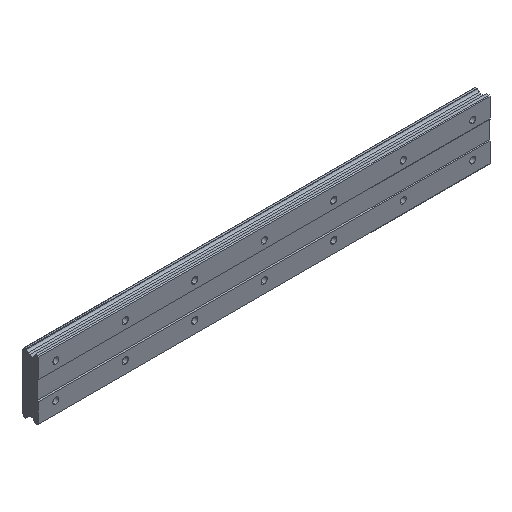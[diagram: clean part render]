
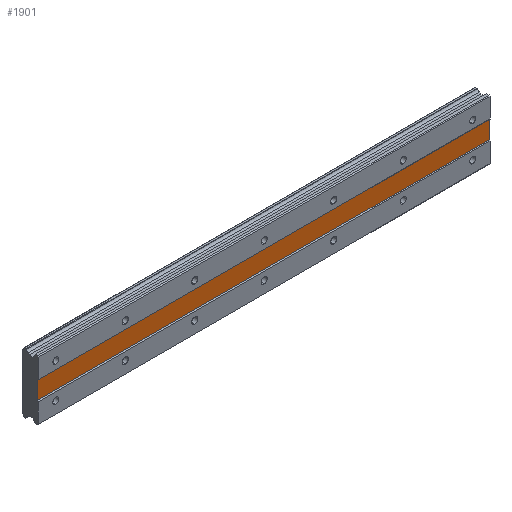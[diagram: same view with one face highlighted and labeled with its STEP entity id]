
A CAD part, isometric view. The second image highlights one B-rep face of the part: STEP entity #1901.
In plain terms, the highlighted planar face has unit normal (0, -1, 0).
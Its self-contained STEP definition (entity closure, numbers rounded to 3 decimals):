
#54 = CARTESIAN_POINT ( 'NONE',  ( 500., 1., 34.482 ) ) ;
#94 = VERTEX_POINT ( 'NONE', #1174 ) ;
#129 = VERTEX_POINT ( 'NONE', #1255 ) ;
#151 = PLANE ( 'NONE',  #1090 ) ;
#278 = DIRECTION ( 'NONE',  ( 0., 0., -1. ) ) ;
#293 = VERTEX_POINT ( 'NONE', #1914 ) ;
#339 = LINE ( 'NONE', #1632, #2198 ) ;
#340 = DIRECTION ( 'NONE',  ( 0., 0., -1. ) ) ;
#385 = CARTESIAN_POINT ( 'NONE',  ( 500., 1., -10. ) ) ;
#411 = ORIENTED_EDGE ( 'NONE', *, *, #2545, .F. ) ;
#450 = VECTOR ( 'NONE', #2905, 1000. ) ;
#553 = CARTESIAN_POINT ( 'NONE',  ( -20., 1., 34.482 ) ) ;
#689 = ORIENTED_EDGE ( 'NONE', *, *, #1475, .F. ) ;
#714 = VECTOR ( 'NONE', #278, 1000. ) ;
#1081 = LINE ( 'NONE', #54, #2927 ) ;
#1090 = AXIS2_PLACEMENT_3D ( 'NONE', #1143, #1910, #3117 ) ;
#1143 = CARTESIAN_POINT ( 'NONE',  ( 500., 1., 10. ) ) ;
#1174 = CARTESIAN_POINT ( 'NONE',  ( 500., 1., 10. ) ) ;
#1192 = ORIENTED_EDGE ( 'NONE', *, *, #2185, .T. ) ;
#1255 = CARTESIAN_POINT ( 'NONE',  ( 500., 1., -10. ) ) ;
#1399 = EDGE_LOOP ( 'NONE', ( #1648, #689, #411, #1192 ) ) ;
#1475 = EDGE_CURVE ( 'NONE', #94, #129, #1081, .T. ) ;
#1632 = CARTESIAN_POINT ( 'NONE',  ( 500., 1., 10. ) ) ;
#1648 = ORIENTED_EDGE ( 'NONE', *, *, #1941, .T. ) ;
#1901 = ADVANCED_FACE ( 'NONE', ( #2648 ), #151, .F. ) ;
#1910 = DIRECTION ( 'NONE',  ( 0., 1., 0. ) ) ;
#1914 = CARTESIAN_POINT ( 'NONE',  ( -20., 1., -10. ) ) ;
#1941 = EDGE_CURVE ( 'NONE', #293, #129, #3137, .T. ) ;
#2185 = EDGE_CURVE ( 'NONE', #2995, #293, #2539, .T. ) ;
#2198 = VECTOR ( 'NONE', #3124, 1000. ) ;
#2539 = LINE ( 'NONE', #553, #714 ) ;
#2545 = EDGE_CURVE ( 'NONE', #2995, #94, #339, .T. ) ;
#2648 = FACE_OUTER_BOUND ( 'NONE', #1399, .T. ) ;
#2769 = CARTESIAN_POINT ( 'NONE',  ( -20., 1., 10. ) ) ;
#2905 = DIRECTION ( 'NONE',  ( 1., 0., 0. ) ) ;
#2927 = VECTOR ( 'NONE', #340, 1000. ) ;
#2995 = VERTEX_POINT ( 'NONE', #2769 ) ;
#3117 = DIRECTION ( 'NONE',  ( 0., 0., 1. ) ) ;
#3124 = DIRECTION ( 'NONE',  ( 1., 0., 0. ) ) ;
#3137 = LINE ( 'NONE', #385, #450 ) ;
